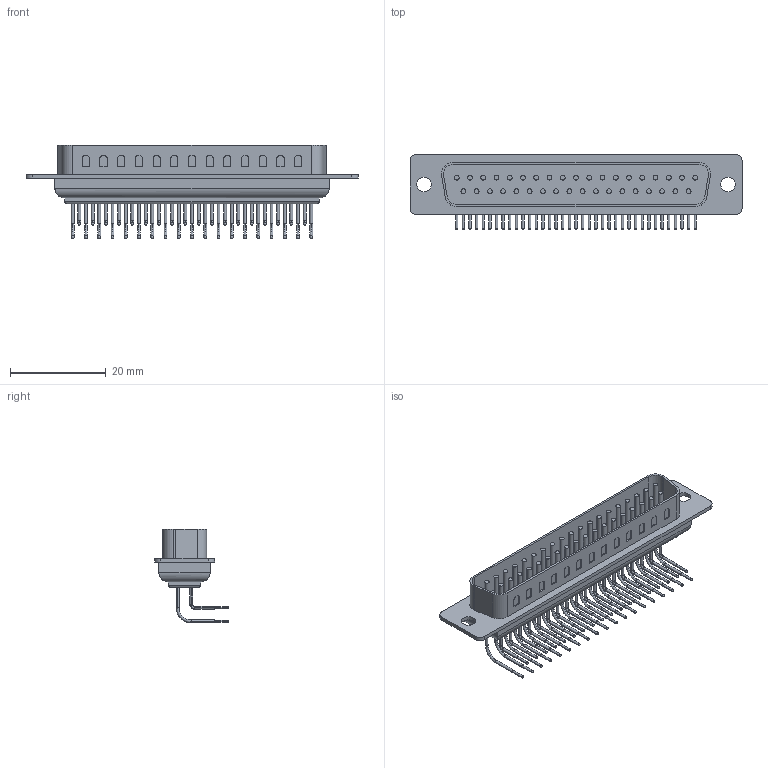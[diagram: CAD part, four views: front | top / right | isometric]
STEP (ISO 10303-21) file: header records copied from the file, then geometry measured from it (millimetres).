
FILE_DESCRIPTION(('STEP AP214'),'1');
FILE_NAME('connector_a-df_37aa_z.stp','2015-03-23T11:59:16',('TraceParts'),('TraceParts S.A.'),'XStep 1.0',' ',' ');
FILE_SCHEMA(('automotive_design'));
Length unit declared in the file: millimetre
Products named in the file (1): 1
Bounding box: 69.4 x 15.67 x 19.54 mm (x, y, z)
Volume: 4137.4 mm3; surface area: 5609.6 mm2
Topology: 1 solids, 1 shells, 865 faces, 2235 edges, 1438 vertices
Faces by surface type: cylinder 450, plane 304, torus 74, sphere 37
Entity records: 52355 total; most frequent: CARTESIAN_POINT 6063, DIRECTION 4780, STYLED_ITEM 4456, PRESENTATION_STYLE_ASSIGNMENT 4456, COLOUR_RGB 4456, ORIENTED_EDGE 4322, EDGE_CURVE 2161, CURVE_STYLE 2157
